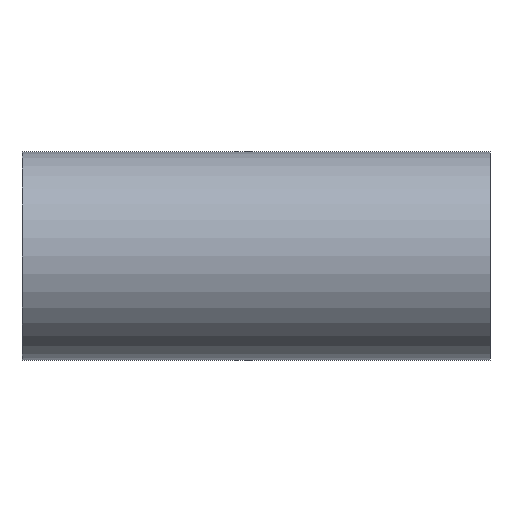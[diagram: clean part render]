
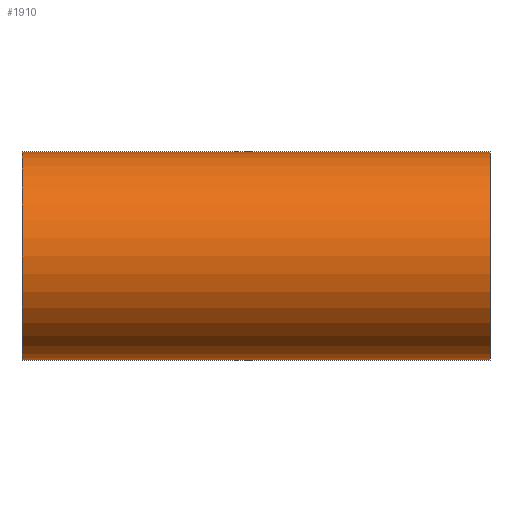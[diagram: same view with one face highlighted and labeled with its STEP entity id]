
A CAD part, front view. The second image highlights one B-rep face of the part: STEP entity #1910.
In plain terms, the highlighted cylindrical face has radius 38.1 mm (diameter 76.2 mm), a partial arc.
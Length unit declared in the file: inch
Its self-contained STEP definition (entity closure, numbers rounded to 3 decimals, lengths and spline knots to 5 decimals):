
#169 = LINE ( 'NONE', #1669, #2190 ) ;
#173 = CARTESIAN_POINT ( 'NONE',  ( 3.37402, 0., -1.5 ) ) ;
#263 = EDGE_CURVE ( 'NONE', #2535, #2361, #1607, .T. ) ;
#350 = EDGE_CURVE ( 'NONE', #461, #2060, #2175, .T. ) ;
#461 = VERTEX_POINT ( 'NONE', #1202 ) ;
#602 = DIRECTION ( 'NONE',  ( 0., 0., 1. ) ) ;
#640 = DIRECTION ( 'NONE',  ( -1., 0., 0. ) ) ;
#718 = CARTESIAN_POINT ( 'NONE',  ( 3.37402, 0., 0. ) ) ;
#930 = EDGE_LOOP ( 'NONE', ( #1708, #1726, #1133, #984 ) ) ;
#959 = DIRECTION ( 'NONE',  ( 0., 0., -1. ) ) ;
#984 = ORIENTED_EDGE ( 'NONE', *, *, #350, .T. ) ;
#1082 = VECTOR ( 'NONE', #1901, 39.37008 ) ;
#1126 = EDGE_CURVE ( 'NONE', #2535, #461, #1940, .T. ) ;
#1133 = ORIENTED_EDGE ( 'NONE', *, *, #1126, .T. ) ;
#1202 = CARTESIAN_POINT ( 'NONE',  ( -3.37402, 0., 1.5 ) ) ;
#1350 = AXIS2_PLACEMENT_3D ( 'NONE', #1593, #2148, #959 ) ;
#1417 = CARTESIAN_POINT ( 'NONE',  ( 3.37402, 0., 0. ) ) ;
#1474 = FACE_OUTER_BOUND ( 'NONE', #930, .T. ) ;
#1478 = CARTESIAN_POINT ( 'NONE',  ( 3.37402, 0., 1.5 ) ) ;
#1593 = CARTESIAN_POINT ( 'NONE',  ( -3.37402, 0., 0. ) ) ;
#1607 = CIRCLE ( 'NONE', #1646, 1.5 ) ;
#1644 = AXIS2_PLACEMENT_3D ( 'NONE', #1417, #640, #602 ) ;
#1646 = AXIS2_PLACEMENT_3D ( 'NONE', #718, #1693, #2108 ) ;
#1669 = CARTESIAN_POINT ( 'NONE',  ( 3.37402, 0., -1.5 ) ) ;
#1688 = CARTESIAN_POINT ( 'NONE',  ( -3.37402, 0., -1.5 ) ) ;
#1692 = CARTESIAN_POINT ( 'NONE',  ( 3.37402, 0., 1.5 ) ) ;
#1693 = DIRECTION ( 'NONE',  ( 1., 0., 0. ) ) ;
#1708 = ORIENTED_EDGE ( 'NONE', *, *, #1767, .F. ) ;
#1726 = ORIENTED_EDGE ( 'NONE', *, *, #263, .F. ) ;
#1767 = EDGE_CURVE ( 'NONE', #2361, #2060, #169, .T. ) ;
#1859 = CYLINDRICAL_SURFACE ( 'NONE', #1644, 1.5 ) ;
#1901 = DIRECTION ( 'NONE',  ( -1., 0., 0. ) ) ;
#1910 = ADVANCED_FACE ( 'NONE', ( #1474 ), #1859, .T. ) ;
#1940 = LINE ( 'NONE', #1692, #1082 ) ;
#2057 = DIRECTION ( 'NONE',  ( -1., 0., 0. ) ) ;
#2060 = VERTEX_POINT ( 'NONE', #1688 ) ;
#2108 = DIRECTION ( 'NONE',  ( 0., 0., -1. ) ) ;
#2148 = DIRECTION ( 'NONE',  ( 1., 0., 0. ) ) ;
#2175 = CIRCLE ( 'NONE', #1350, 1.5 ) ;
#2190 = VECTOR ( 'NONE', #2057, 39.37008 ) ;
#2361 = VERTEX_POINT ( 'NONE', #173 ) ;
#2535 = VERTEX_POINT ( 'NONE', #1478 ) ;
